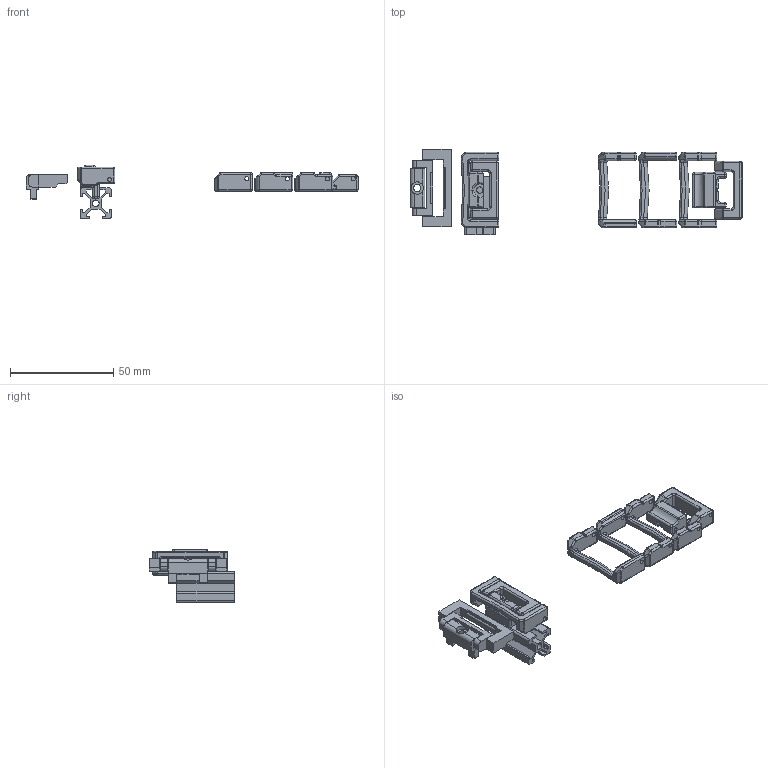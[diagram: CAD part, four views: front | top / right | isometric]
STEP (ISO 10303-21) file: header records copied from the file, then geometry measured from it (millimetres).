
FILE_DESCRIPTION(('HOOPS Exchange Step'),'2;1');
FILE_NAME('temp_export','2022-08-15T01:35:46-16:00',('mobile'),('Shapr3D Limited'),'HOOPS Exchange 2022.1','Shapr3D','Authorized');
FILE_SCHEMA( ('AP203_CONFIGURATION_CONTROLLED_3D_DESIGN_OF_MECHANICAL_PARTS_AND_ASSEMBLIES_MIM_LF') );
Length unit declared in the file: millimetre
Products named in the file (4): Demo; V2; V1; root
Assembly tree (3 placements, depth 2):
  root
    Demo
    V2
    V1
Bounding box: 160.8 x 41.2 x 26 mm (x, y, z)
Volume: 16556.8 mm3; surface area: 16267.7 mm2
Topology: 12 solids, 12 shells, 927 faces, 2209 edges, 1144 vertices
Faces by surface type: cylinder 329, plane 223, sphere 187, bspline 132, torus 48, cone 8
Full cylindrical faces by diameter (mm): 2 x20, 3.15 x2, 3.3 x1, 3.5 x1, 6 x1
Entity records: 37857 total; most frequent: CARTESIAN_POINT 17674, DIRECTION 4339, ORIENTED_EDGE 4068, EDGE_CURVE 2034, AXIS2_PLACEMENT_3D 1722, VERTEX_POINT 1144, EDGE_LOOP 974, FACE_BOUND 974
